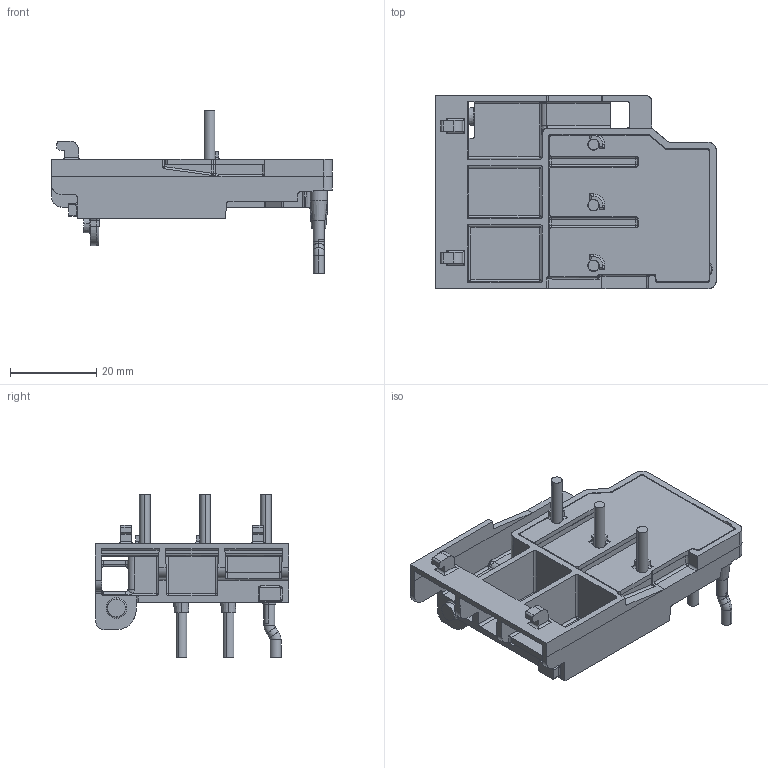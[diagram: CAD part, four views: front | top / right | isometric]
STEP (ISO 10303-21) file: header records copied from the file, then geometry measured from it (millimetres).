
FILE_DESCRIPTION(('FreeCAD Model'),'2;1');
FILE_NAME('3D-KT5-32-PEC23.step', '2020-05-04T10:20:50',('Author'),(''), 'Open CASCADE STEP processor 7.2','FreeCAD','Unknown');
FILE_SCHEMA(('AUTOMOTIVE_DESIGN { 1 0 10303 214 1 1 1 1 }'));
Length unit declared in the file: millimetre
Products named in the file (8): 10004572293_ASM; 10004572294; 10004572295; 10004572296; 10004572297; 10004572298_ASM; 10004670756; 10004572300
Assembly tree (7 placements, depth 3):
  10004572293_ASM
    10004572294
    10004572295
    10004572296
    10004572297
    10004572298_ASM
      10004670756
      10004572300
Bounding box: 65 x 44.8 x 37.8 mm (x, y, z)
Volume: 12343.2 mm3; surface area: 17789.5 mm2
Topology: 6 solids, 6 shells, 820 faces, 2002 edges, 1203 vertices
Faces by surface type: cylinder 286, plane 245, cone 91, sphere 71, bspline 69, torus 58
Entity records: 67721 total; most frequent: CARTESIAN_POINT 28987, DIRECTION 6780, ORIENTED_EDGE 4004, PCURVE 4004, DEFINITIONAL_REPRESENTATION 4004, LINE 3826, VECTOR 3826, EDGE_CURVE 2002
